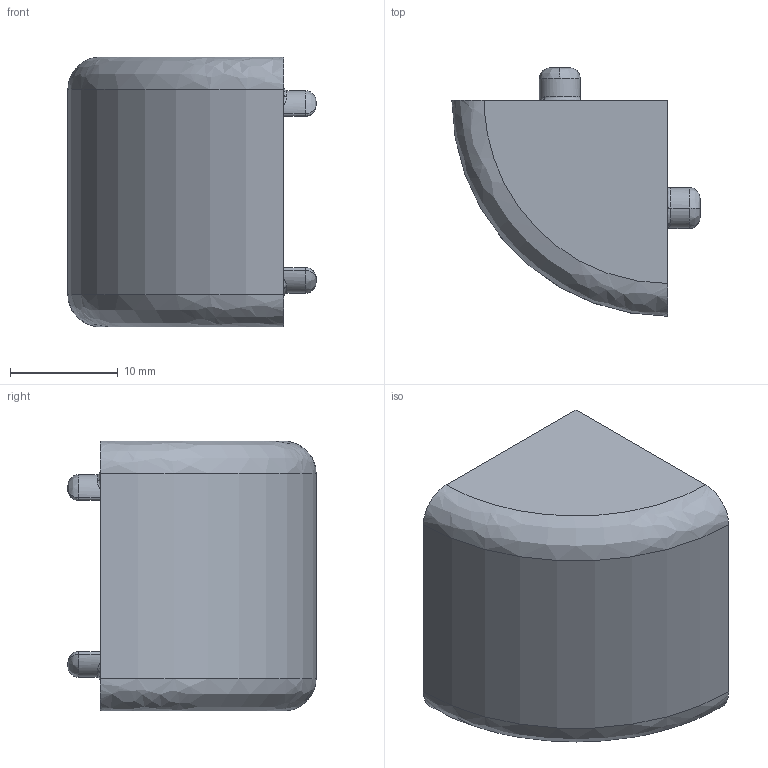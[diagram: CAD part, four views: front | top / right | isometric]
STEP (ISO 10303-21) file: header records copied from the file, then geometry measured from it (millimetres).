
FILE_DESCRIPTION (( 'STEP AP214' ), '1' );
FILE_NAME ('7228420', '2019-01-30T08:58:38', ( '' ), ('JUGARD+KÜNSTNER GmbH'), 'SwSTEP 2.0', 'SolidWorks 2017', '' );
FILE_SCHEMA (( 'AUTOMOTIVE_DESIGN' ));
Length unit declared in the file: millimetre
Products named in the file (1): 7228420
Bounding box: 23 x 23 x 25 mm (x, y, z)
Volume: 5013.4 mm3; surface area: 3582.2 mm2
Topology: 1 solids, 1 shells, 158 faces, 392 edges, 220 vertices
Faces by surface type: cylinder 67, bspline 53, plane 34, cone 4
Entity records: 6521 total; most frequent: CARTESIAN_POINT 3272, ORIENTED_EDGE 748, DIRECTION 572, EDGE_CURVE 374, VERTEX_POINT 220, AXIS2_PLACEMENT_3D 214, EDGE_LOOP 162, FACE_OUTER_BOUND 158
